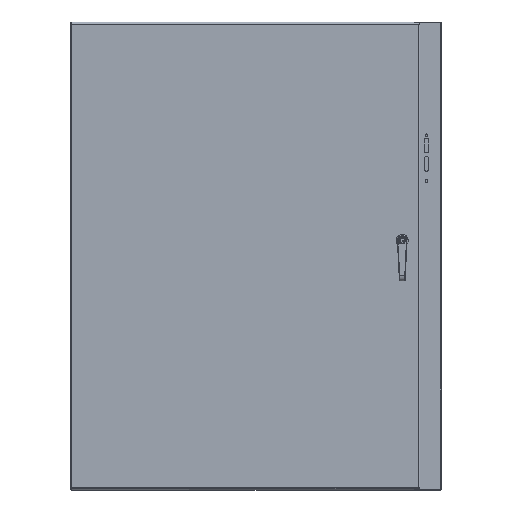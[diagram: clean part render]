
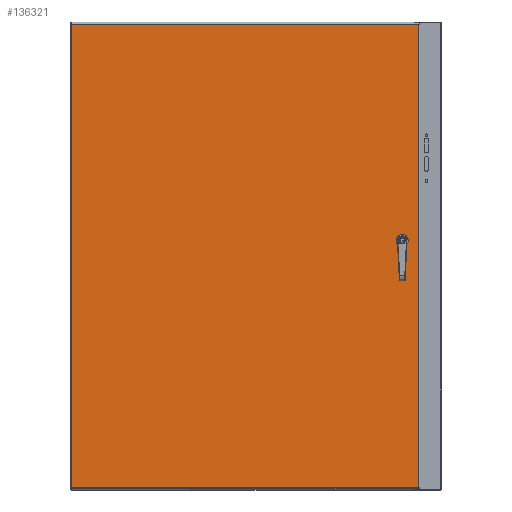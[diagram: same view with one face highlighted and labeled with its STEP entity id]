
A CAD part, top view. The second image highlights one B-rep face of the part: STEP entity #136321.
In plain terms, the highlighted planar face has unit normal (0, 0, 1).
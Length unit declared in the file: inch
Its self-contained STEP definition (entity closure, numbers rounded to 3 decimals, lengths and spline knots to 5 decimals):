
#621 = VERTEX_POINT ( 'NONE', #99313 ) ;
#2118 = EDGE_CURVE ( 'NONE', #18787, #621, #70362, .T. ) ;
#4520 = EDGE_CURVE ( 'NONE', #16726, #35435, #83152, .T. ) ;
#5638 = CARTESIAN_POINT ( 'NONE',  ( 11.90625, 25.95, 8.9175 ) ) ;
#6513 = CARTESIAN_POINT ( 'NONE',  ( 27.5925, 25.33738, 8.9175 ) ) ;
#10716 = CARTESIAN_POINT ( 'NONE',  ( 27.9925, 25.55, 8.9175 ) ) ;
#10743 = DIRECTION ( 'NONE',  ( 0., 0., 1. ) ) ;
#11427 = CARTESIAN_POINT ( 'NONE',  ( 28.20512, 25.15, 8.9175 ) ) ;
#11865 = CARTESIAN_POINT ( 'NONE',  ( -5.9104, 24., 8.9175 ) ) ;
#12063 = ORIENTED_EDGE ( 'NONE', *, *, #146233, .F. ) ;
#13165 = EDGE_CURVE ( 'NONE', #35435, #23272, #30918, .T. ) ;
#16726 = VERTEX_POINT ( 'NONE', #11427 ) ;
#17721 = VERTEX_POINT ( 'NONE', #133309 ) ;
#18787 = VERTEX_POINT ( 'NONE', #56015 ) ;
#20050 = EDGE_LOOP ( 'NONE', ( #12063, #147360, #150496, #40659, #96290, #153498, #126980, #86342 ) ) ;
#21128 = DIRECTION ( 'NONE',  ( -1., 0., 0. ) ) ;
#23272 = VERTEX_POINT ( 'NONE', #165422 ) ;
#24795 = DIRECTION ( 'NONE',  ( 0., 1., 0. ) ) ;
#25221 = VECTOR ( 'NONE', #21128, 39.37008 ) ;
#25282 = VERTEX_POINT ( 'NONE', #147370 ) ;
#27879 = DIRECTION ( 'NONE',  ( -1., 0., 0. ) ) ;
#28348 = CARTESIAN_POINT ( 'NONE',  ( 11.90625, 25.15, 8.9175 ) ) ;
#30918 = LINE ( 'NONE', #95697, #147863 ) ;
#30943 = VECTOR ( 'NONE', #24795, 39.37008 ) ;
#32694 = DIRECTION ( 'NONE',  ( -1., 0., 0. ) ) ;
#35435 = VERTEX_POINT ( 'NONE', #48412 ) ;
#36488 = DIRECTION ( 'NONE',  ( -1., 0., 0. ) ) ;
#40324 = DIRECTION ( 'NONE',  ( 0., 1., 0. ) ) ;
#40659 = ORIENTED_EDGE ( 'NONE', *, *, #4520, .F. ) ;
#42932 = DIRECTION ( 'NONE',  ( 0., 0., 1. ) ) ;
#44339 = ORIENTED_EDGE ( 'NONE', *, *, #155107, .F. ) ;
#45145 = AXIS2_PLACEMENT_3D ( 'NONE', #139633, #10743, #98778 ) ;
#47849 = CIRCLE ( 'NONE', #45145, 0.453 ) ;
#48113 = DIRECTION ( 'NONE',  ( 1., 0., 0. ) ) ;
#48412 = CARTESIAN_POINT ( 'NONE',  ( 28.3925, 25.33738, 8.9175 ) ) ;
#52556 = FACE_BOUND ( 'NONE', #20050, .T. ) ;
#53170 = EDGE_CURVE ( 'NONE', #153451, #17721, #47849, .T. ) ;
#53722 = CARTESIAN_POINT ( 'NONE',  ( 27.5925, 24., 8.9175 ) ) ;
#56015 = CARTESIAN_POINT ( 'NONE',  ( -5.9104, 47.7854, 8.9175 ) ) ;
#60703 = LINE ( 'NONE', #53722, #96411 ) ;
#67062 = CARTESIAN_POINT ( 'NONE',  ( 11.90625, 24., 8.9175 ) ) ;
#70362 = LINE ( 'NONE', #165001, #143466 ) ;
#73177 = DIRECTION ( 'NONE',  ( 0., 0., 1. ) ) ;
#76039 = CARTESIAN_POINT ( 'NONE',  ( 27.5925, 25.76262, 8.9175 ) ) ;
#76655 = CARTESIAN_POINT ( 'NONE',  ( 28.20512, 25.95, 8.9175 ) ) ;
#76779 = DIRECTION ( 'NONE',  ( -1., 0., 0. ) ) ;
#77128 = VECTOR ( 'NONE', #126542, 39.37008 ) ;
#79028 = FACE_OUTER_BOUND ( 'NONE', #161047, .T. ) ;
#79483 = DIRECTION ( 'NONE',  ( 1., 0., 0. ) ) ;
#80135 = ORIENTED_EDGE ( 'NONE', *, *, #2118, .F. ) ;
#80519 = AXIS2_PLACEMENT_3D ( 'NONE', #10716, #73177, #36488 ) ;
#82649 = VECTOR ( 'NONE', #79483, 39.37008 ) ;
#83152 = CIRCLE ( 'NONE', #113217, 0.453 ) ;
#86342 = ORIENTED_EDGE ( 'NONE', *, *, #146810, .F. ) ;
#88889 = CARTESIAN_POINT ( 'NONE',  ( 29.7229, 24., 8.9175 ) ) ;
#89177 = VERTEX_POINT ( 'NONE', #76039 ) ;
#90741 = AXIS2_PLACEMENT_3D ( 'NONE', #67062, #131921, #27879 ) ;
#91268 = ORIENTED_EDGE ( 'NONE', *, *, #107159, .F. ) ;
#91358 = CIRCLE ( 'NONE', #80519, 0.453 ) ;
#91735 = EDGE_CURVE ( 'NONE', #17721, #16726, #133184, .T. ) ;
#93798 = AXIS2_PLACEMENT_3D ( 'NONE', #103204, #143240, #76779 ) ;
#94118 = ORIENTED_EDGE ( 'NONE', *, *, #124147, .F. ) ;
#95697 = CARTESIAN_POINT ( 'NONE',  ( 28.3925, 24., 8.9175 ) ) ;
#96290 = ORIENTED_EDGE ( 'NONE', *, *, #91735, .F. ) ;
#96411 = VECTOR ( 'NONE', #144960, 39.37008 ) ;
#98778 = DIRECTION ( 'NONE',  ( -1., 0., 0. ) ) ;
#99313 = CARTESIAN_POINT ( 'NONE',  ( 29.7229, 47.7854, 8.9175 ) ) ;
#102265 = VERTEX_POINT ( 'NONE', #160448 ) ;
#103204 = CARTESIAN_POINT ( 'NONE',  ( 27.9925, 25.55, 8.9175 ) ) ;
#105440 = PLANE ( 'NONE',  #90741 ) ;
#105878 = VERTEX_POINT ( 'NONE', #76655 ) ;
#107159 = EDGE_CURVE ( 'NONE', #621, #25282, #151105, .T. ) ;
#110827 = EDGE_CURVE ( 'NONE', #89177, #153451, #60703, .T. ) ;
#113217 = AXIS2_PLACEMENT_3D ( 'NONE', #159746, #42932, #32694 ) ;
#119600 = VECTOR ( 'NONE', #124776, 39.37008 ) ;
#124147 = EDGE_CURVE ( 'NONE', #102265, #18787, #143293, .T. ) ;
#124666 = VERTEX_POINT ( 'NONE', #135331 ) ;
#124776 = DIRECTION ( 'NONE',  ( 0., -1., 0. ) ) ;
#126542 = DIRECTION ( 'NONE',  ( -1., 0., 0. ) ) ;
#126980 = ORIENTED_EDGE ( 'NONE', *, *, #110827, .F. ) ;
#131921 = DIRECTION ( 'NONE',  ( 0., 0., -1. ) ) ;
#133184 = LINE ( 'NONE', #28348, #82649 ) ;
#133309 = CARTESIAN_POINT ( 'NONE',  ( 27.77988, 25.15, 8.9175 ) ) ;
#135331 = CARTESIAN_POINT ( 'NONE',  ( 27.77988, 25.95, 8.9175 ) ) ;
#136321 = ADVANCED_FACE ( 'NONE', ( #52556, #79028 ), #105440, .F. ) ;
#139633 = CARTESIAN_POINT ( 'NONE',  ( 27.9925, 25.55, 8.9175 ) ) ;
#143240 = DIRECTION ( 'NONE',  ( 0., 0., 1. ) ) ;
#143293 = LINE ( 'NONE', #11865, #30943 ) ;
#143466 = VECTOR ( 'NONE', #48113, 39.37008 ) ;
#144960 = DIRECTION ( 'NONE',  ( 0., -1., 0. ) ) ;
#146233 = EDGE_CURVE ( 'NONE', #105878, #124666, #152391, .T. ) ;
#146810 = EDGE_CURVE ( 'NONE', #124666, #89177, #150799, .T. ) ;
#147360 = ORIENTED_EDGE ( 'NONE', *, *, #164433, .F. ) ;
#147370 = CARTESIAN_POINT ( 'NONE',  ( 29.7229, 0.2146, 8.9175 ) ) ;
#147863 = VECTOR ( 'NONE', #40324, 39.37008 ) ;
#150496 = ORIENTED_EDGE ( 'NONE', *, *, #13165, .F. ) ;
#150799 = CIRCLE ( 'NONE', #93798, 0.453 ) ;
#151105 = LINE ( 'NONE', #88889, #119600 ) ;
#152391 = LINE ( 'NONE', #5638, #25221 ) ;
#153451 = VERTEX_POINT ( 'NONE', #6513 ) ;
#153498 = ORIENTED_EDGE ( 'NONE', *, *, #53170, .F. ) ;
#155107 = EDGE_CURVE ( 'NONE', #25282, #102265, #167505, .T. ) ;
#159746 = CARTESIAN_POINT ( 'NONE',  ( 27.9925, 25.55, 8.9175 ) ) ;
#160448 = CARTESIAN_POINT ( 'NONE',  ( -5.9104, 0.2146, 8.9175 ) ) ;
#161047 = EDGE_LOOP ( 'NONE', ( #44339, #91268, #80135, #94118 ) ) ;
#164433 = EDGE_CURVE ( 'NONE', #23272, #105878, #91358, .T. ) ;
#165001 = CARTESIAN_POINT ( 'NONE',  ( 11.90625, 47.7854, 8.9175 ) ) ;
#165422 = CARTESIAN_POINT ( 'NONE',  ( 28.3925, 25.76262, 8.9175 ) ) ;
#167505 = LINE ( 'NONE', #168316, #77128 ) ;
#168316 = CARTESIAN_POINT ( 'NONE',  ( 11.90625, 0.2146, 8.9175 ) ) ;
